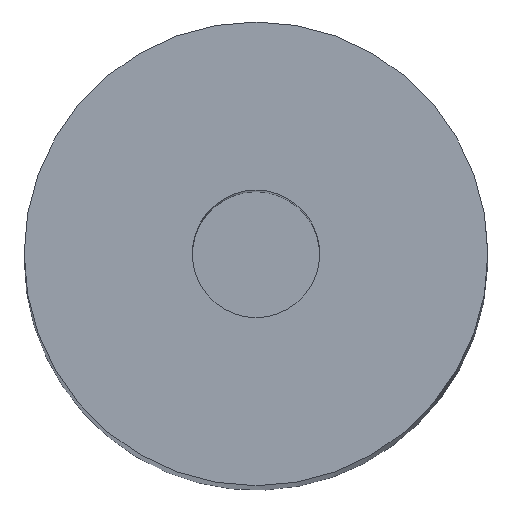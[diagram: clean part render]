
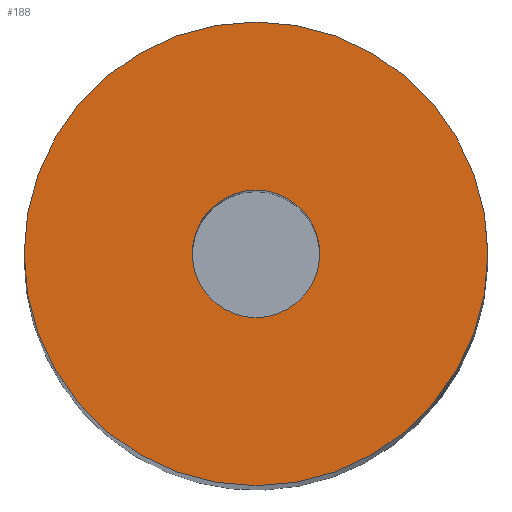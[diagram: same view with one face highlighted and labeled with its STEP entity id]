
A CAD part, top view. The second image highlights one B-rep face of the part: STEP entity #188.
In plain terms, the highlighted planar face has unit normal (0, 0, 1).
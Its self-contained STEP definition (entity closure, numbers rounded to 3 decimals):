
#16=FACE_BOUND('',#60,.T.);
#22=PLANE('',#228);
#32=CIRCLE('',#223,2.75);
#34=CIRCLE('',#227,10.);
#46=FACE_OUTER_BOUND('',#59,.T.);
#59=EDGE_LOOP('',(#169));
#60=EDGE_LOOP('',(#170));
#96=VERTEX_POINT('',#335);
#98=VERTEX_POINT('',#342);
#118=EDGE_CURVE('',#96,#96,#32,.T.);
#122=EDGE_CURVE('',#98,#98,#34,.T.);
#169=ORIENTED_EDGE('',*,*,#122,.F.);
#170=ORIENTED_EDGE('',*,*,#118,.T.);
#188=ADVANCED_FACE('',(#46,#16),#22,.F.);
#223=AXIS2_PLACEMENT_3D('',#336,#279,#280);
#227=AXIS2_PLACEMENT_3D('',#344,#289,#290);
#228=AXIS2_PLACEMENT_3D('',#345,#291,#292);
#279=DIRECTION('center_axis',(0.,0.,-1.));
#280=DIRECTION('ref_axis',(-1.,0.,0.));
#289=DIRECTION('center_axis',(0.,0.,-1.));
#290=DIRECTION('ref_axis',(1.,0.,0.));
#291=DIRECTION('center_axis',(0.,0.,-1.));
#292=DIRECTION('ref_axis',(1.,0.,0.));
#335=CARTESIAN_POINT('',(12.75,-42.942,10.));
#336=CARTESIAN_POINT('Origin',(10.,-42.942,10.));
#342=CARTESIAN_POINT('',(0.,-42.942,10.));
#344=CARTESIAN_POINT('Origin',(10.,-42.942,10.));
#345=CARTESIAN_POINT('Origin',(10.,-42.942,10.));
